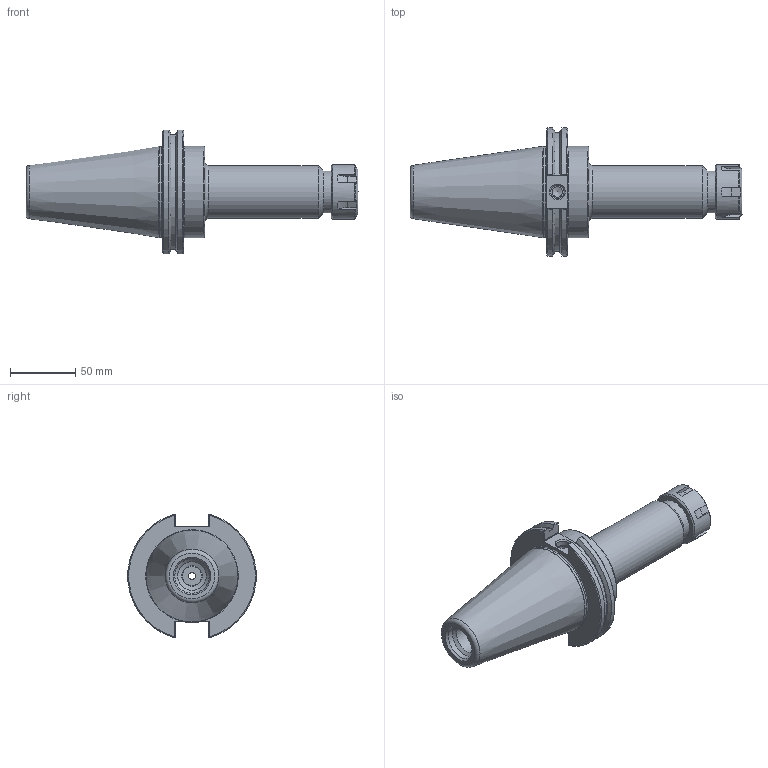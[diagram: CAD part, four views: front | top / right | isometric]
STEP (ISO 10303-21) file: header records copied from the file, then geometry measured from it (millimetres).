
FILE_DESCRIPTION((''),'2;1');
FILE_NAME('C50-25ER6.stp','2014-08-01T08:12:45',('kaykin'),(''),'Autodesk Inventor 2012','Autodesk Inventor 2012','');
FILE_SCHEMA(('AUTOMOTIVE_DESIGN { 1 0 10303 214 1 1 1 1 }'));
Length unit declared in the file: inch
Products named in the file (4): C50-25ER6; C50-25ER6-1; 25ERN; BS-11
Assembly tree (3 placements, depth 2):
  C50-25ER6
    C50-25ER6-1
    25ERN
    BS-11
Bounding box: 254 x 98.06 x 94.71 mm (x, y, z)
Volume: 491987.8 mm3; surface area: 74662.6 mm2
Topology: 3 solids, 3 shells, 153 faces, 395 edges, 254 vertices
Faces by surface type: plane 65, cylinder 45, cone 32, torus 11
Full cylindrical faces by diameter (mm): 7.112 x1, 8.001 x1, 10.135 x1, 15.113 x2, 15.748 x1, 17.297 x1, 18.034 x1, 20.18 x1, 21.946 x1, 21.971 x1, 26.365 x1, 26.86 x1, 30.5 x1, 32 x1, 32.88 x1, 40.513 x1, 42 x1, 69.342 x1, 69.85 x1
Entity records: 4590 total; most frequent: CARTESIAN_POINT 1026, DIRECTION 692, ORIENTED_EDGE 670, EDGE_CURVE 335, AXIS2_PLACEMENT_3D 285, VERTEX_POINT 243, EDGE_LOOP 214, FACE_OUTER_BOUND 153
